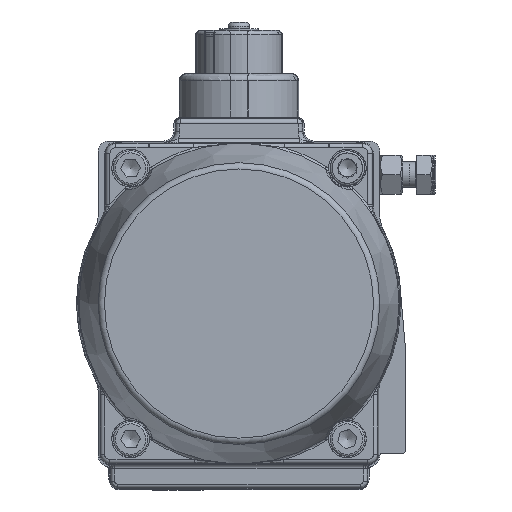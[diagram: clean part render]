
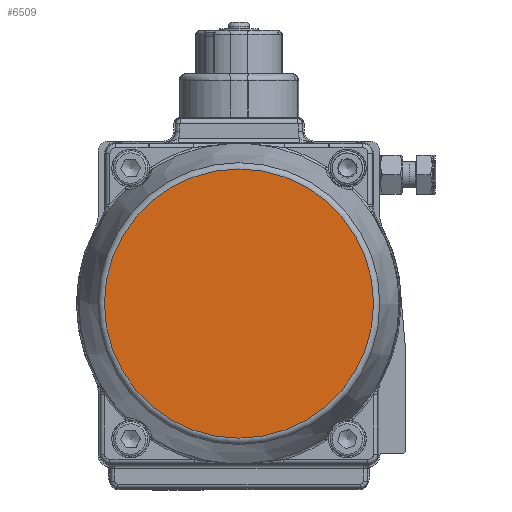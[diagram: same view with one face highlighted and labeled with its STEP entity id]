
A CAD part, front view. The second image highlights one B-rep face of the part: STEP entity #6509.
In plain terms, the highlighted face is planar.
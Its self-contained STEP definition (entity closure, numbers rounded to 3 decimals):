
#1375=FACE_OUTER_BOUND('',#10170,.T.);
#2442=PLANE('',#27068);
#6509=ADVANCED_FACE('',(#1375),#2442,.T.);
#10170=EDGE_LOOP('',(#13722));
#13722=ORIENTED_EDGE('',*,*,#22406,.T.);
#19666=VERTEX_POINT('',#43420);
#22406=EDGE_CURVE('',#19666,#19666,#25264,.T.);
#25264=CIRCLE('',#27067,62.088);
#27067=AXIS2_PLACEMENT_3D('',#43419,#31246,#31247);
#27068=AXIS2_PLACEMENT_3D('',#43421,#31248,#31249);
#31246=DIRECTION('',(0.,0.,1.));
#31247=DIRECTION('',(1.,0.,0.));
#31248=DIRECTION('',(0.,0.,1.));
#31249=DIRECTION('',(1.,0.,0.));
#43419=CARTESIAN_POINT('',(0.,0.,56.));
#43420=CARTESIAN_POINT('',(62.088,0.,56.));
#43421=CARTESIAN_POINT('',(0.,0.,56.));
